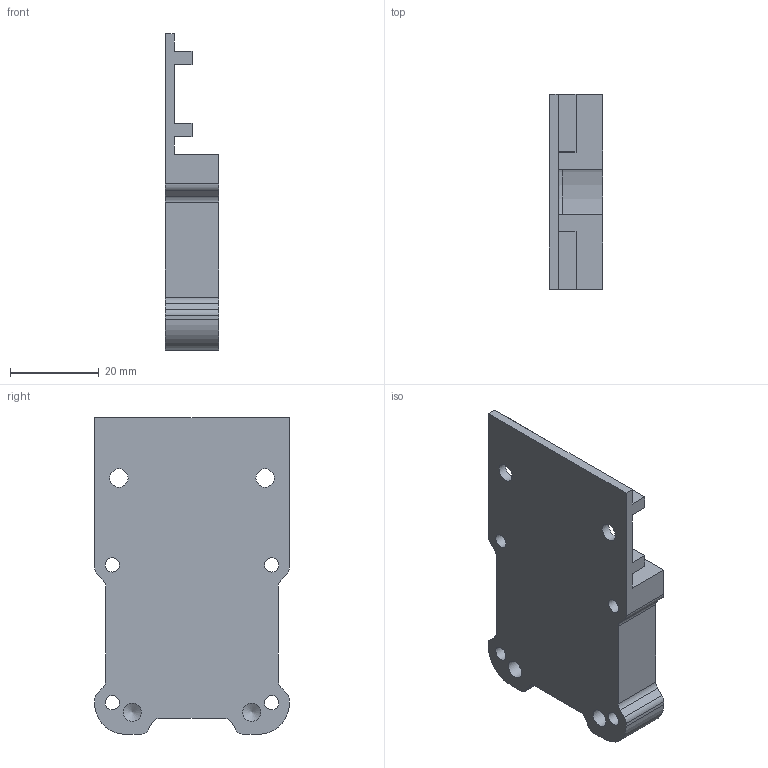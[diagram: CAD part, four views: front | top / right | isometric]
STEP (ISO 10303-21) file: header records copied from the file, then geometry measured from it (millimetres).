
FILE_DESCRIPTION(/* description */ ('CSI Texas'),/* implementation_level */ '2;1');
FILE_NAME(/* name */ 'FD-22-0663-001_A - Base de la trémie mobile',/* time_stamp */ '2023-03-06T16:19:29+01:00',/* author */ ('Bruno DELMAS'),/* organization */ ('MCPI'),/* preprocessor_version */ 'ST-DEVELOPER v18.102',/* originating_system */ 'Solid Edge',/* authorisation */ 'Unknown');
FILE_SCHEMA (('AUTOMOTIVE_DESIGN {1 0 10303 214 3 1 1}'));
Length unit declared in the file: millimetre
Products named in the file (1): FD-22-0663-001 - Base de la trémie mobile
Bounding box: 12 x 44 x 71.5 mm (x, y, z)
Volume: 12545.2 mm3; surface area: 10240.2 mm2
Topology: 1 solids, 1 shells, 67 faces, 197 edges, 132 vertices
Faces by surface type: plane 39, cylinder 25, cone 2, torus 1
Full cylindrical faces by diameter (mm): 3.242 x4, 4.134 x6
Entity records: 2633 total; most frequent: CARTESIAN_POINT 379, DIRECTION 360, ORIENTED_EDGE 354, EDGE_CURVE 177, VERTEX_POINT 126, LINE 126, VECTOR 126, AXIS2_PLACEMENT_3D 117
